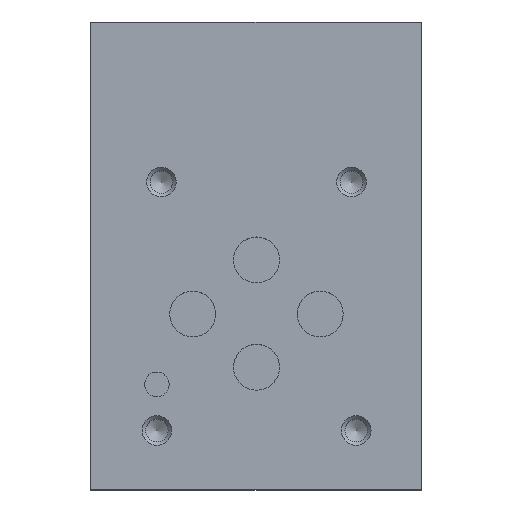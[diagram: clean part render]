
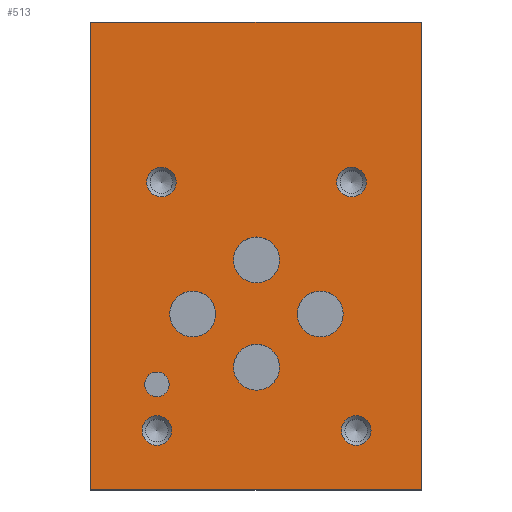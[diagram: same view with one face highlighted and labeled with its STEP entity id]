
A CAD part, top view. The second image highlights one B-rep face of the part: STEP entity #513.
In plain terms, the highlighted planar face has unit normal (0, 0, 1).
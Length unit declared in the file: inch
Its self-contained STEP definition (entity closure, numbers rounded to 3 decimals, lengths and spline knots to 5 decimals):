
#513 = ADVANCED_FACE( '', ( #1178, #1179, #1180, #1181, #1182, #1183, #1184, #1185, #1186, #1187 ), #1188, .F. );
#1178 = FACE_BOUND( '', #1981, .T. );
#1179 = FACE_BOUND( '', #1982, .T. );
#1180 = FACE_BOUND( '', #1983, .T. );
#1181 = FACE_BOUND( '', #1984, .T. );
#1182 = FACE_BOUND( '', #1985, .T. );
#1183 = FACE_BOUND( '', #1986, .T. );
#1184 = FACE_BOUND( '', #1987, .T. );
#1185 = FACE_BOUND( '', #1988, .T. );
#1186 = FACE_BOUND( '', #1989, .T. );
#1187 = FACE_OUTER_BOUND( '', #1990, .T. );
#1188 = PLANE( '', #1991 );
#1981 = EDGE_LOOP( '', ( #3507 ) );
#1982 = EDGE_LOOP( '', ( #3508 ) );
#1983 = EDGE_LOOP( '', ( #3509 ) );
#1984 = EDGE_LOOP( '', ( #3510 ) );
#1985 = EDGE_LOOP( '', ( #3511 ) );
#1986 = EDGE_LOOP( '', ( #3512 ) );
#1987 = EDGE_LOOP( '', ( #3513 ) );
#1988 = EDGE_LOOP( '', ( #3514 ) );
#1989 = EDGE_LOOP( '', ( #3515 ) );
#1990 = EDGE_LOOP( '', ( #3516, #3517, #3518, #3519 ) );
#1991 = AXIS2_PLACEMENT_3D( '', #3520, #3521, #3522 );
#3507 = ORIENTED_EDGE( '', *, *, #4928, .F. );
#3508 = ORIENTED_EDGE( '', *, *, #4620, .F. );
#3509 = ORIENTED_EDGE( '', *, *, #5003, .F. );
#3510 = ORIENTED_EDGE( '', *, *, #5004, .F. );
#3511 = ORIENTED_EDGE( '', *, *, #5005, .F. );
#3512 = ORIENTED_EDGE( '', *, *, #5006, .F. );
#3513 = ORIENTED_EDGE( '', *, *, #4893, .F. );
#3514 = ORIENTED_EDGE( '', *, *, #4920, .F. );
#3515 = ORIENTED_EDGE( '', *, *, #4922, .F. );
#3516 = ORIENTED_EDGE( '', *, *, #4770, .T. );
#3517 = ORIENTED_EDGE( '', *, *, #4982, .F. );
#3518 = ORIENTED_EDGE( '', *, *, #5007, .F. );
#3519 = ORIENTED_EDGE( '', *, *, #4413, .T. );
#3520 = CARTESIAN_POINT( '', ( 2.125, 3., 3. ) );
#3521 = DIRECTION( '', ( 0., 0., -1. ) );
#3522 = DIRECTION( '', ( -1., 0., 0. ) );
#4413 = EDGE_CURVE( '', #5216, #5214, #5217, .T. );
#4620 = EDGE_CURVE( '', #5562, #5562, #5563, .T. );
#4770 = EDGE_CURVE( '', #5214, #5807, #5809, .T. );
#4893 = EDGE_CURVE( '', #5995, #5995, #5996, .T. );
#4920 = EDGE_CURVE( '', #6032, #6032, #6033, .T. );
#4922 = EDGE_CURVE( '', #6035, #6035, #6036, .T. );
#4928 = EDGE_CURVE( '', #6043, #6043, #6044, .T. );
#4982 = EDGE_CURVE( '', #6120, #5807, #6122, .T. );
#5003 = EDGE_CURVE( '', #6148, #6148, #6149, .T. );
#5004 = EDGE_CURVE( '', #6150, #6150, #6151, .T. );
#5005 = EDGE_CURVE( '', #6152, #6152, #6153, .T. );
#5006 = EDGE_CURVE( '', #6154, #6154, #6155, .T. );
#5007 = EDGE_CURVE( '', #5216, #6120, #6156, .T. );
#5214 = VERTEX_POINT( '', #6387 );
#5216 = VERTEX_POINT( '', #6390 );
#5217 = LINE( '', #6391, #6392 );
#5562 = VERTEX_POINT( '', #6851 );
#5563 = CIRCLE( '', #6852, 0.095 );
#5807 = VERTEX_POINT( '', #7185 );
#5809 = LINE( '', #7188, #7189 );
#5995 = VERTEX_POINT( '', #7443 );
#5996 = CIRCLE( '', #7444, 0.1475 );
#6032 = VERTEX_POINT( '', #7491 );
#6033 = CIRCLE( '', #7492, 0.1475 );
#6035 = VERTEX_POINT( '', #7494 );
#6036 = CIRCLE( '', #7495, 0.1475 );
#6043 = VERTEX_POINT( '', #7502 );
#6044 = CIRCLE( '', #7503, 0.095 );
#6120 = VERTEX_POINT( '', #7617 );
#6122 = LINE( '', #7620, #7621 );
#6148 = VERTEX_POINT( '', #7659 );
#6149 = CIRCLE( '', #7660, 0.095 );
#6150 = VERTEX_POINT( '', #7661 );
#6151 = CIRCLE( '', #7662, 0.095 );
#6152 = VERTEX_POINT( '', #7663 );
#6153 = CIRCLE( '', #7664, 0.079 );
#6154 = VERTEX_POINT( '', #7665 );
#6155 = CIRCLE( '', #7666, 0.1475 );
#6156 = LINE( '', #7667, #7668 );
#6387 = CARTESIAN_POINT( '', ( 0., 3., 3. ) );
#6390 = CARTESIAN_POINT( '', ( 2.125, 3., 3. ) );
#6391 = CARTESIAN_POINT( '', ( 2.125, 3., 3. ) );
#6392 = VECTOR( '', #7941, 39.37008 );
#6851 = CARTESIAN_POINT( '', ( 0.521, 0.377, 3. ) );
#6852 = AXIS2_PLACEMENT_3D( '', #8188, #8189, #8190 );
#7185 = CARTESIAN_POINT( '', ( 0., 0., 3. ) );
#7188 = CARTESIAN_POINT( '', ( 0., 3., 3. ) );
#7189 = VECTOR( '', #8359, 39.37008 );
#7443 = CARTESIAN_POINT( '', ( 1.2135, 1.472, 3. ) );
#7444 = AXIS2_PLACEMENT_3D( '', #8500, #8501, #8502 );
#7491 = CARTESIAN_POINT( '', ( 1.6225, 1.125, 3. ) );
#7492 = AXIS2_PLACEMENT_3D( '', #8532, #8533, #8534 );
#7494 = CARTESIAN_POINT( '', ( 0.8035, 1.125, 3. ) );
#7495 = AXIS2_PLACEMENT_3D( '', #8535, #8536, #8537 );
#7502 = CARTESIAN_POINT( '', ( 0.55, 1.972, 3. ) );
#7503 = AXIS2_PLACEMENT_3D( '', #8547, #8548, #8549 );
#7617 = CARTESIAN_POINT( '', ( 2.125, 0., 3. ) );
#7620 = CARTESIAN_POINT( '', ( 2.125, 0., 3. ) );
#7621 = VECTOR( '', #8625, 39.37008 );
#7659 = CARTESIAN_POINT( '', ( 1.801, 0.377, 3. ) );
#7660 = AXIS2_PLACEMENT_3D( '', #8641, #8642, #8643 );
#7661 = CARTESIAN_POINT( '', ( 1.771, 1.972, 3. ) );
#7662 = AXIS2_PLACEMENT_3D( '', #8644, #8645, #8646 );
#7663 = CARTESIAN_POINT( '', ( 0.505, 0.673, 3. ) );
#7664 = AXIS2_PLACEMENT_3D( '', #8647, #8648, #8649 );
#7665 = CARTESIAN_POINT( '', ( 1.2135, 0.783, 3. ) );
#7666 = AXIS2_PLACEMENT_3D( '', #8650, #8651, #8652 );
#7667 = CARTESIAN_POINT( '', ( 2.125, 3., 3. ) );
#7668 = VECTOR( '', #8653, 39.37008 );
#7941 = DIRECTION( '', ( -1., 0., 0. ) );
#8188 = CARTESIAN_POINT( '', ( 0.426, 0.377, 3. ) );
#8189 = DIRECTION( '', ( 0., 0., 1. ) );
#8190 = DIRECTION( '', ( 1., 0., 0. ) );
#8359 = DIRECTION( '', ( 0., -1., 0. ) );
#8500 = CARTESIAN_POINT( '', ( 1.066, 1.472, 3. ) );
#8501 = DIRECTION( '', ( 0., 0., 1. ) );
#8502 = DIRECTION( '', ( 1., 0., 0. ) );
#8532 = CARTESIAN_POINT( '', ( 1.475, 1.125, 3. ) );
#8533 = DIRECTION( '', ( 0., 0., 1. ) );
#8534 = DIRECTION( '', ( 1., 0., 0. ) );
#8535 = CARTESIAN_POINT( '', ( 0.656, 1.125, 3. ) );
#8536 = DIRECTION( '', ( 0., 0., 1. ) );
#8537 = DIRECTION( '', ( 1., 0., 0. ) );
#8547 = CARTESIAN_POINT( '', ( 0.455, 1.972, 3. ) );
#8548 = DIRECTION( '', ( 0., 0., 1. ) );
#8549 = DIRECTION( '', ( 1., 0., 0. ) );
#8625 = DIRECTION( '', ( -1., 0., 0. ) );
#8641 = CARTESIAN_POINT( '', ( 1.706, 0.377, 3. ) );
#8642 = DIRECTION( '', ( 0., 0., 1. ) );
#8643 = DIRECTION( '', ( 1., 0., 0. ) );
#8644 = CARTESIAN_POINT( '', ( 1.676, 1.972, 3. ) );
#8645 = DIRECTION( '', ( 0., 0., 1. ) );
#8646 = DIRECTION( '', ( 1., 0., 0. ) );
#8647 = CARTESIAN_POINT( '', ( 0.426, 0.673, 3. ) );
#8648 = DIRECTION( '', ( 0., 0., 1. ) );
#8649 = DIRECTION( '', ( 1., 0., 0. ) );
#8650 = CARTESIAN_POINT( '', ( 1.066, 0.783, 3. ) );
#8651 = DIRECTION( '', ( 0., 0., 1. ) );
#8652 = DIRECTION( '', ( 1., 0., 0. ) );
#8653 = DIRECTION( '', ( 0., -1., 0. ) );
